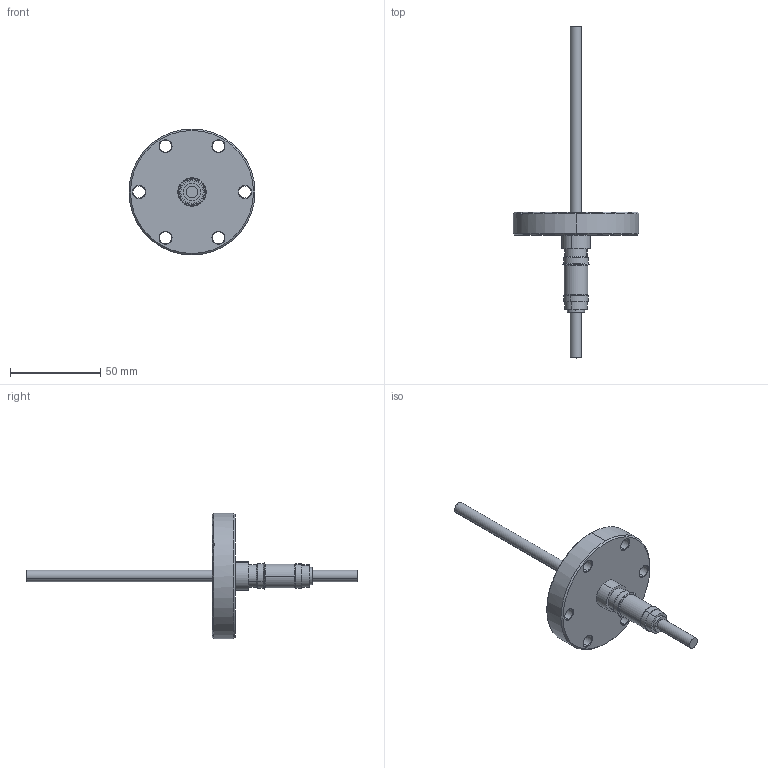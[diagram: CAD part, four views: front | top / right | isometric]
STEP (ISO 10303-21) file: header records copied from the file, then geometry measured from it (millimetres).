
FILE_DESCRIPTION (( 'STEP AP203' ), '1' );
FILE_NAME ('A0113-1-CF.STEP', '2019-10-24T17:47:45', ( '' ), ( '' ), 'SwSTEP 2.0', 'SolidWorks 2019', '' );
FILE_SCHEMA (( 'CONFIG_CONTROL_DESIGN' ));
Length unit declared in the file: inch
Products named in the file (1): A0113-1-CF
Bounding box: 69.85 x 184.15 x 69.85 mm (x, y, z)
Volume: 52437.8 mm3; surface area: 19457.1 mm2
Topology: 1 solids, 1 shells, 113 faces, 250 edges, 153 vertices
Faces by surface type: cylinder 50, cone 37, plane 24, torus 2
Entity records: 3248 total; most frequent: DIRECTION 619, CARTESIAN_POINT 529, ORIENTED_EDGE 500, AXIS2_PLACEMENT_3D 259, EDGE_CURVE 250, VERTEX_POINT 153, CIRCLE 145, EDGE_LOOP 139
